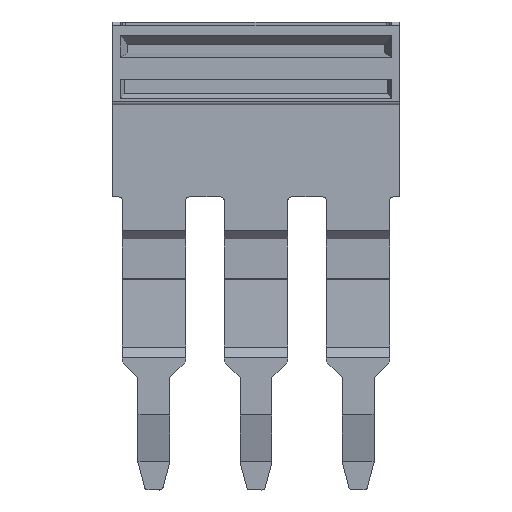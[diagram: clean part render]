
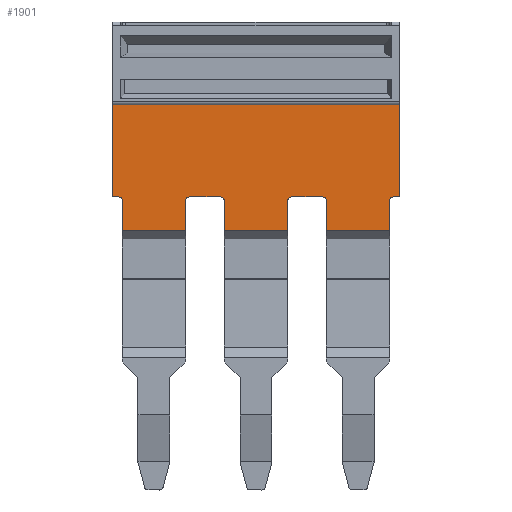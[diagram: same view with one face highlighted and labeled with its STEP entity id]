
A CAD part, front view. The second image highlights one B-rep face of the part: STEP entity #1901.
In plain terms, the highlighted planar face has unit normal (0, -1, 0).
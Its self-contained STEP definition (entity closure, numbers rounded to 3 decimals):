
#1404=AXIS2_PLACEMENT_3D('Circle Axis2P3D',#1402,#1403,$) ;
#1539=AXIS2_PLACEMENT_3D('Circle Axis2P3D',#1537,#1538,$) ;
#1644=AXIS2_PLACEMENT_3D('Circle Axis2P3D',#1642,#1643,$) ;
#1731=AXIS2_PLACEMENT_3D('Circle Axis2P3D',#1729,#1730,$) ;
#1796=AXIS2_PLACEMENT_3D('Circle Axis2P3D',#1794,#1795,$) ;
#1827=AXIS2_PLACEMENT_3D('Circle Axis2P3D',#1825,#1826,$) ;
#1854=AXIS2_PLACEMENT_3D('Plane Axis2P3D',#1851,#1852,#1853) ;
#555=CARTESIAN_POINT('Line Origine',(0.,0.4,20.252)) ;
#559=CARTESIAN_POINT('Vertex',(0.,0.4,17.502)) ;
#561=CARTESIAN_POINT('Vertex',(0.,0.4,23.002)) ;
#660=CARTESIAN_POINT('Line Origine',(8.6,0.4,23.002)) ;
#664=CARTESIAN_POINT('Vertex',(17.2,0.4,23.002)) ;
#690=CARTESIAN_POINT('Vertex',(17.2,0.4,17.502)) ;
#731=CARTESIAN_POINT('Line Origine',(17.2,0.4,20.252)) ;
#1255=CARTESIAN_POINT('Line Origine',(8.6,0.4,15.502)) ;
#1259=CARTESIAN_POINT('Vertex',(6.7,0.4,15.502)) ;
#1261=CARTESIAN_POINT('Vertex',(10.5,0.4,15.502)) ;
#1290=CARTESIAN_POINT('Vertex',(4.4,0.4,15.502)) ;
#1293=CARTESIAN_POINT('Line Origine',(2.505,0.4,15.502)) ;
#1297=CARTESIAN_POINT('Vertex',(0.61,0.4,15.502)) ;
#1321=CARTESIAN_POINT('Vertex',(16.79,0.4,17.502)) ;
#1331=CARTESIAN_POINT('Line Origine',(16.995,0.4,17.502)) ;
#1348=CARTESIAN_POINT('Line Origine',(0.61,0.4,16.402)) ;
#1352=CARTESIAN_POINT('Vertex',(0.61,0.4,17.302)) ;
#1392=CARTESIAN_POINT('Vertex',(0.41,0.4,17.502)) ;
#1402=CARTESIAN_POINT('Axis2P3D Location',(0.41,0.4,17.302)) ;
#1414=CARTESIAN_POINT('Line Origine',(0.205,0.4,17.502)) ;
#1471=CARTESIAN_POINT('Vertex',(10.7,0.4,17.502)) ;
#1494=CARTESIAN_POINT('Vertex',(12.6,0.4,17.502)) ;
#1497=CARTESIAN_POINT('Line Origine',(12.125,0.4,17.502)) ;
#1501=CARTESIAN_POINT('Vertex',(11.65,0.4,17.502)) ;
#1504=CARTESIAN_POINT('Line Origine',(11.175,0.4,17.502)) ;
#1527=CARTESIAN_POINT('Vertex',(10.5,0.4,17.302)) ;
#1537=CARTESIAN_POINT('Axis2P3D Location',(10.7,0.4,17.302)) ;
#1554=CARTESIAN_POINT('Line Origine',(10.5,0.4,16.402)) ;
#1613=CARTESIAN_POINT('Vertex',(6.7,0.4,17.302)) ;
#1623=CARTESIAN_POINT('Line Origine',(6.7,0.4,16.402)) ;
#1642=CARTESIAN_POINT('Axis2P3D Location',(6.5,0.4,17.302)) ;
#1646=CARTESIAN_POINT('Vertex',(6.5,0.4,17.502)) ;
#1668=CARTESIAN_POINT('Line Origine',(6.025,0.4,17.502)) ;
#1672=CARTESIAN_POINT('Vertex',(5.55,0.4,17.502)) ;
#1675=CARTESIAN_POINT('Line Origine',(5.075,0.4,17.502)) ;
#1679=CARTESIAN_POINT('Vertex',(4.6,0.4,17.502)) ;
#1719=CARTESIAN_POINT('Vertex',(4.4,0.4,17.302)) ;
#1729=CARTESIAN_POINT('Axis2P3D Location',(4.6,0.4,17.302)) ;
#1746=CARTESIAN_POINT('Line Origine',(4.4,0.4,16.402)) ;
#1794=CARTESIAN_POINT('Axis2P3D Location',(16.79,0.4,17.302)) ;
#1798=CARTESIAN_POINT('Vertex',(16.59,0.4,17.302)) ;
#1825=CARTESIAN_POINT('Axis2P3D Location',(12.6,0.4,17.302)) ;
#1829=CARTESIAN_POINT('Vertex',(12.8,0.4,17.302)) ;
#1851=CARTESIAN_POINT('Axis2P3D Location',(2.5,0.4,23.002)) ;
#1856=CARTESIAN_POINT('Line Origine',(12.8,0.4,16.402)) ;
#1860=CARTESIAN_POINT('Vertex',(12.8,0.4,15.502)) ;
#1863=CARTESIAN_POINT('Line Origine',(14.695,0.4,15.502)) ;
#1867=CARTESIAN_POINT('Vertex',(16.59,0.4,15.502)) ;
#1870=CARTESIAN_POINT('Line Origine',(16.59,0.4,16.402)) ;
#556=DIRECTION('Vector Direction',(0.,0.,-1.)) ;
#661=DIRECTION('Vector Direction',(1.,0.,0.)) ;
#732=DIRECTION('Vector Direction',(0.,0.,-1.)) ;
#1256=DIRECTION('Vector Direction',(-1.,0.,0.)) ;
#1294=DIRECTION('Vector Direction',(-1.,0.,0.)) ;
#1332=DIRECTION('Vector Direction',(1.,0.,0.)) ;
#1349=DIRECTION('Vector Direction',(0.,0.,-1.)) ;
#1403=DIRECTION('Axis2P3D Direction',(0.,-1.,0.)) ;
#1415=DIRECTION('Vector Direction',(-1.,0.,0.)) ;
#1498=DIRECTION('Vector Direction',(1.,0.,0.)) ;
#1505=DIRECTION('Vector Direction',(-1.,0.,0.)) ;
#1538=DIRECTION('Axis2P3D Direction',(0.,-1.,0.)) ;
#1555=DIRECTION('Vector Direction',(0.,0.,-1.)) ;
#1624=DIRECTION('Vector Direction',(0.,0.,-1.)) ;
#1643=DIRECTION('Axis2P3D Direction',(0.,1.,0.)) ;
#1669=DIRECTION('Vector Direction',(-1.,0.,0.)) ;
#1676=DIRECTION('Vector Direction',(-1.,0.,0.)) ;
#1730=DIRECTION('Axis2P3D Direction',(0.,-1.,0.)) ;
#1747=DIRECTION('Vector Direction',(0.,0.,-1.)) ;
#1795=DIRECTION('Axis2P3D Direction',(0.,1.,0.)) ;
#1826=DIRECTION('Axis2P3D Direction',(0.,1.,0.)) ;
#1852=DIRECTION('Axis2P3D Direction',(0.,1.,0.)) ;
#1853=DIRECTION('Axis2P3D XDirection',(0.,0.,-1.)) ;
#1857=DIRECTION('Vector Direction',(0.,0.,-1.)) ;
#1864=DIRECTION('Vector Direction',(1.,0.,0.)) ;
#1871=DIRECTION('Vector Direction',(0.,0.,-1.)) ;
#557=VECTOR('Line Direction',#556,1.) ;
#662=VECTOR('Line Direction',#661,1.) ;
#733=VECTOR('Line Direction',#732,1.) ;
#1257=VECTOR('Line Direction',#1256,1.) ;
#1295=VECTOR('Line Direction',#1294,1.) ;
#1333=VECTOR('Line Direction',#1332,1.) ;
#1350=VECTOR('Line Direction',#1349,1.) ;
#1416=VECTOR('Line Direction',#1415,1.) ;
#1499=VECTOR('Line Direction',#1498,1.) ;
#1506=VECTOR('Line Direction',#1505,1.) ;
#1556=VECTOR('Line Direction',#1555,1.) ;
#1625=VECTOR('Line Direction',#1624,1.) ;
#1670=VECTOR('Line Direction',#1669,1.) ;
#1677=VECTOR('Line Direction',#1676,1.) ;
#1748=VECTOR('Line Direction',#1747,1.) ;
#1858=VECTOR('Line Direction',#1857,1.) ;
#1865=VECTOR('Line Direction',#1864,1.) ;
#1872=VECTOR('Line Direction',#1871,1.) ;
#1876=ORIENTED_EDGE('',*,*,#563,.F.) ;
#1877=ORIENTED_EDGE('',*,*,#1418,.F.) ;
#1878=ORIENTED_EDGE('',*,*,#1406,.T.) ;
#1879=ORIENTED_EDGE('',*,*,#1354,.T.) ;
#1880=ORIENTED_EDGE('',*,*,#1299,.F.) ;
#1881=ORIENTED_EDGE('',*,*,#1750,.F.) ;
#1882=ORIENTED_EDGE('',*,*,#1733,.T.) ;
#1883=ORIENTED_EDGE('',*,*,#1681,.F.) ;
#1884=ORIENTED_EDGE('',*,*,#1674,.T.) ;
#1885=ORIENTED_EDGE('',*,*,#1648,.F.) ;
#1886=ORIENTED_EDGE('',*,*,#1627,.T.) ;
#1887=ORIENTED_EDGE('',*,*,#1263,.T.) ;
#1888=ORIENTED_EDGE('',*,*,#1558,.F.) ;
#1889=ORIENTED_EDGE('',*,*,#1541,.T.) ;
#1890=ORIENTED_EDGE('',*,*,#1508,.F.) ;
#1891=ORIENTED_EDGE('',*,*,#1503,.T.) ;
#1892=ORIENTED_EDGE('',*,*,#1831,.F.) ;
#1893=ORIENTED_EDGE('',*,*,#1862,.T.) ;
#1894=ORIENTED_EDGE('',*,*,#1869,.T.) ;
#1895=ORIENTED_EDGE('',*,*,#1874,.F.) ;
#1896=ORIENTED_EDGE('',*,*,#1800,.F.) ;
#1897=ORIENTED_EDGE('',*,*,#1335,.T.) ;
#1898=ORIENTED_EDGE('',*,*,#735,.T.) ;
#1899=ORIENTED_EDGE('',*,*,#666,.F.) ;
#1901=ADVANCED_FACE('ZQV_KU',(#1900),#1855,.F.) ;
#1405=CIRCLE('generated circle',#1404,0.2) ;
#1540=CIRCLE('generated circle',#1539,0.2) ;
#1645=CIRCLE('generated circle',#1644,0.2) ;
#1732=CIRCLE('generated circle',#1731,0.2) ;
#1797=CIRCLE('generated circle',#1796,0.2) ;
#1828=CIRCLE('generated circle',#1827,0.2) ;
#563=EDGE_CURVE('',#560,#562,#558,.F.) ;
#666=EDGE_CURVE('',#562,#665,#663,.T.) ;
#735=EDGE_CURVE('',#691,#665,#734,.F.) ;
#1263=EDGE_CURVE('',#1260,#1262,#1258,.F.) ;
#1299=EDGE_CURVE('',#1291,#1298,#1296,.T.) ;
#1335=EDGE_CURVE('',#1322,#691,#1334,.T.) ;
#1354=EDGE_CURVE('',#1353,#1298,#1351,.T.) ;
#1406=EDGE_CURVE('',#1393,#1353,#1405,.F.) ;
#1418=EDGE_CURVE('',#1393,#560,#1417,.T.) ;
#1503=EDGE_CURVE('',#1502,#1495,#1500,.T.) ;
#1508=EDGE_CURVE('',#1502,#1472,#1507,.T.) ;
#1541=EDGE_CURVE('',#1528,#1472,#1540,.F.) ;
#1558=EDGE_CURVE('',#1528,#1262,#1557,.T.) ;
#1627=EDGE_CURVE('',#1614,#1260,#1626,.T.) ;
#1648=EDGE_CURVE('',#1614,#1647,#1645,.F.) ;
#1674=EDGE_CURVE('',#1673,#1647,#1671,.F.) ;
#1681=EDGE_CURVE('',#1673,#1680,#1678,.T.) ;
#1733=EDGE_CURVE('',#1720,#1680,#1732,.F.) ;
#1750=EDGE_CURVE('',#1720,#1291,#1749,.T.) ;
#1800=EDGE_CURVE('',#1322,#1799,#1797,.F.) ;
#1831=EDGE_CURVE('',#1830,#1495,#1828,.F.) ;
#1862=EDGE_CURVE('',#1830,#1861,#1859,.T.) ;
#1869=EDGE_CURVE('',#1861,#1868,#1866,.T.) ;
#1874=EDGE_CURVE('',#1799,#1868,#1873,.T.) ;
#1875=EDGE_LOOP('',(#1876,#1877,#1878,#1879,#1880,#1881,#1882,#1883,#1884,#1885,#1886,#1887,#1888,#1889,#1890,#1891,#1892,#1893,#1894,#1895,#1896,#1897,#1898,#1899)) ;
#1900=FACE_OUTER_BOUND('',#1875,.T.) ;
#558=LINE('Line',#555,#557) ;
#663=LINE('Line',#660,#662) ;
#734=LINE('Line',#731,#733) ;
#1258=LINE('Line',#1255,#1257) ;
#1296=LINE('Line',#1293,#1295) ;
#1334=LINE('Line',#1331,#1333) ;
#1351=LINE('Line',#1348,#1350) ;
#1417=LINE('Line',#1414,#1416) ;
#1500=LINE('Line',#1497,#1499) ;
#1507=LINE('Line',#1504,#1506) ;
#1557=LINE('Line',#1554,#1556) ;
#1626=LINE('Line',#1623,#1625) ;
#1671=LINE('Line',#1668,#1670) ;
#1678=LINE('Line',#1675,#1677) ;
#1749=LINE('Line',#1746,#1748) ;
#1859=LINE('Line',#1856,#1858) ;
#1866=LINE('Line',#1863,#1865) ;
#1873=LINE('Line',#1870,#1872) ;
#1855=PLANE('',#1854) ;
#560=VERTEX_POINT('',#559) ;
#562=VERTEX_POINT('',#561) ;
#665=VERTEX_POINT('',#664) ;
#691=VERTEX_POINT('',#690) ;
#1260=VERTEX_POINT('',#1259) ;
#1262=VERTEX_POINT('',#1261) ;
#1291=VERTEX_POINT('',#1290) ;
#1298=VERTEX_POINT('',#1297) ;
#1322=VERTEX_POINT('',#1321) ;
#1353=VERTEX_POINT('',#1352) ;
#1393=VERTEX_POINT('',#1392) ;
#1472=VERTEX_POINT('',#1471) ;
#1495=VERTEX_POINT('',#1494) ;
#1502=VERTEX_POINT('',#1501) ;
#1528=VERTEX_POINT('',#1527) ;
#1614=VERTEX_POINT('',#1613) ;
#1647=VERTEX_POINT('',#1646) ;
#1673=VERTEX_POINT('',#1672) ;
#1680=VERTEX_POINT('',#1679) ;
#1720=VERTEX_POINT('',#1719) ;
#1799=VERTEX_POINT('',#1798) ;
#1830=VERTEX_POINT('',#1829) ;
#1861=VERTEX_POINT('',#1860) ;
#1868=VERTEX_POINT('',#1867) ;
